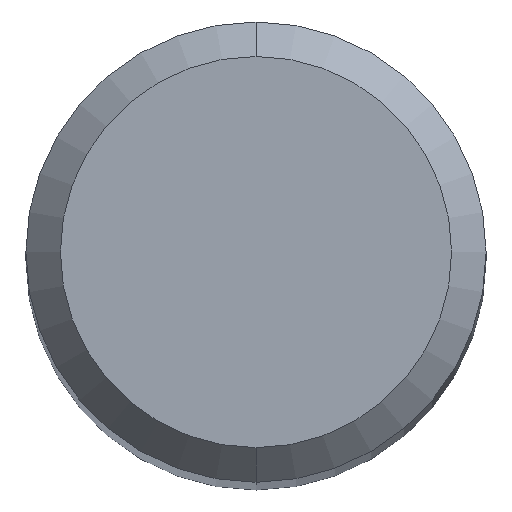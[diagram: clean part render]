
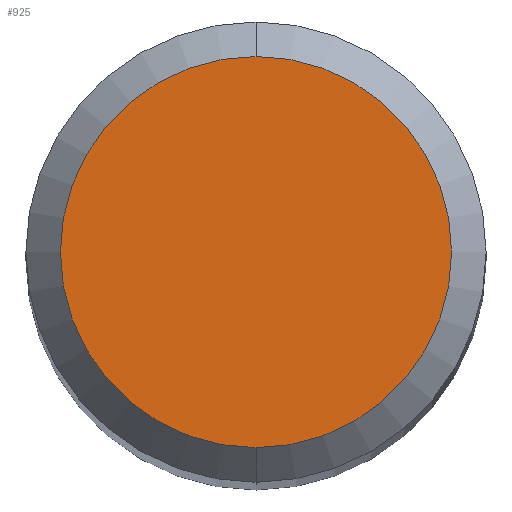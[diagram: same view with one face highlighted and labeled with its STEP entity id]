
A CAD part, top view. The second image highlights one B-rep face of the part: STEP entity #925.
In plain terms, the highlighted planar face has unit normal (0, 0, 1).
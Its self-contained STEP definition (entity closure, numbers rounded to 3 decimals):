
#525=EDGE_CURVE('',#985,#677,#1224,.T.);
#677=VERTEX_POINT('',#1393);
#811=EDGE_CURVE('',#677,#985,#1538,.T.);
#925=ADVANCED_FACE('',(#1660),#1661,.T.);
#985=VERTEX_POINT('',#1724);
#1224=CIRCLE('',#2434,1.7);
#1393=CARTESIAN_POINT('',(0.,-1.7,0.0));
#1538=CIRCLE('',#3405,1.7);
#1660=FACE_OUTER_BOUND('',#3941,.T.);
#1661=PLANE('',#3942);
#1724=CARTESIAN_POINT('',(0.0,1.7,0.0));
#2434=AXIS2_PLACEMENT_3D('',#4493,#4494,#4495);
#3405=AXIS2_PLACEMENT_3D('',#4847,#4848,#4849);
#3941=EDGE_LOOP('',(#4960,#4961));
#3942=AXIS2_PLACEMENT_3D('',#4962,#4963,#4964);
#4493=CARTESIAN_POINT('',(0.0,0.0,0.0));
#4494=DIRECTION('',(0.0,0.0,-1.0));
#4495=DIRECTION('',(0.0,1.0,0.0));
#4847=CARTESIAN_POINT('',(0.0,0.0,0.0));
#4848=DIRECTION('',(0.0,0.0,-1.0));
#4849=DIRECTION('',(0.0,1.0,0.0));
#4960=ORIENTED_EDGE('',*,*,#525,.F.);
#4961=ORIENTED_EDGE('',*,*,#811,.F.);
#4962=CARTESIAN_POINT('',(0.0,0.85,0.0));
#4963=DIRECTION('',(-0.0,0.0,1.0));
#4964=DIRECTION('',(0.0,-1.0,0.0));
